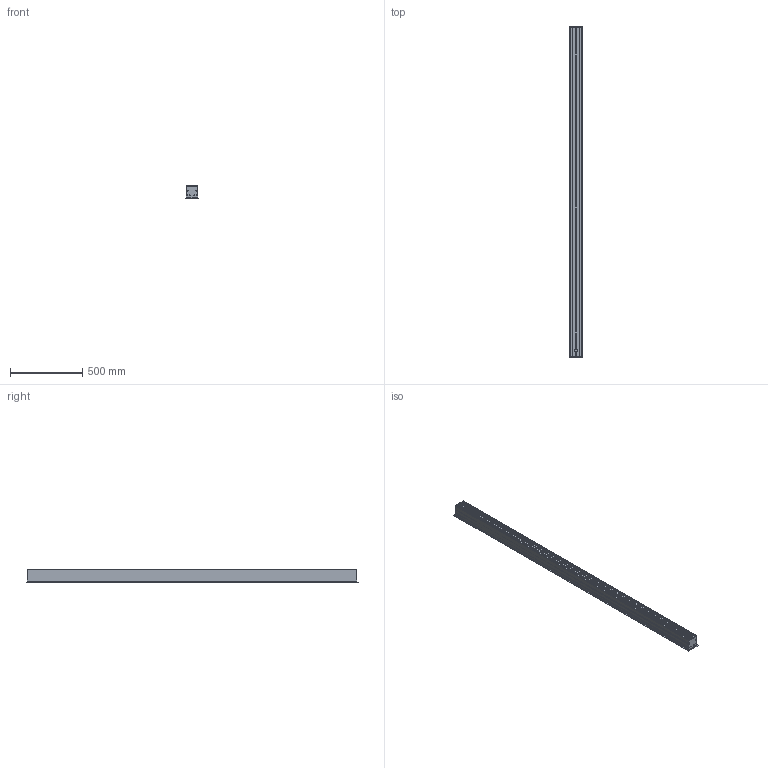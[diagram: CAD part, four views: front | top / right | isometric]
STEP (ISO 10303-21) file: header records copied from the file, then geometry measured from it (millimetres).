
FILE_DESCRIPTION(/* description */ ('This is a sample STEP configuration'),/* implementation_level */ '2;1');
FILE_NAME(/* name */ '728-304061xxxxxx SIMPLE.ipt_Rev_00.1.stp',/* time_stamp */ '2023-04-06T09:21:53+02:00',/* author */ ('powerJobs'),/* organization */ ('coolOrange'),/* preprocessor_version */ 'ST-DEVELOPER v19.2',/* originating_system */ 'Autodesk Inventor 2023',/* authorisation */ '');
FILE_SCHEMA (('AUTOMOTIVE_DESIGN { 1 0 10303 214 3 1 1 }'));
Products named in the file (1): ENG000025709
Bounding box: 92 x 2291 x 86 mm (x, y, z)
Volume: 2139403 mm3; surface area: 2299659 mm2
Topology: 1 solids, 1 shells, 1424 faces, 4196 edges, 2788 vertices
Faces by surface type: cylinder 632, plane 560, bspline 156, cone 64, torus 12
Full cylindrical faces by diameter (mm): 1.94 x12, 2.2 x18, 2.8 x12, 5.2 x2, 16 x2, 20 x1, 27 x1
Entity records: 59682 total; most frequent: CARTESIAN_POINT 24541, ORIENTED_EDGE 8372, DIRECTION 6148, EDGE_CURVE 4186, VERTEX_POINT 2788, AXIS2_PLACEMENT_3D 2142, LINE 1864, VECTOR 1864
